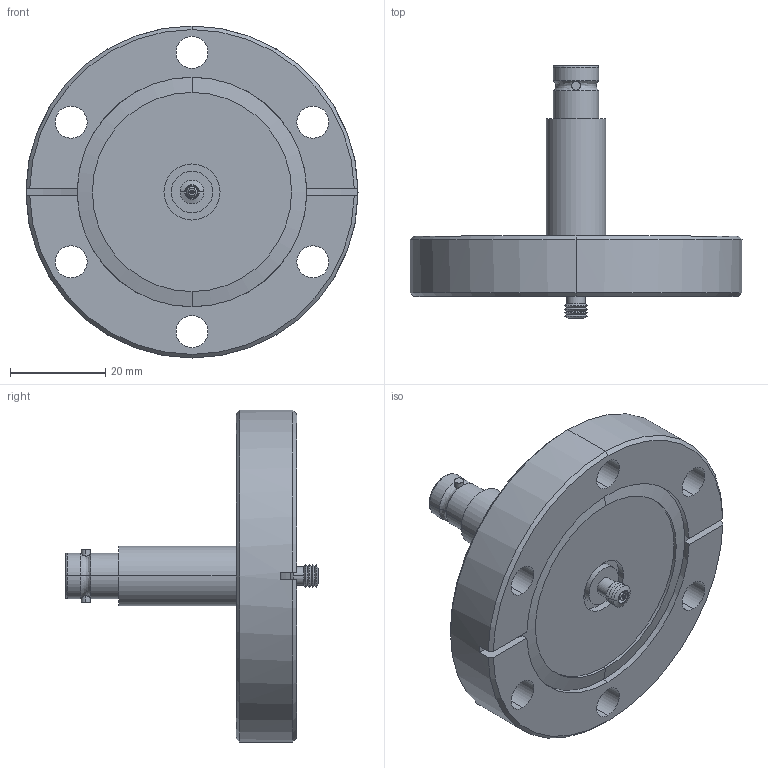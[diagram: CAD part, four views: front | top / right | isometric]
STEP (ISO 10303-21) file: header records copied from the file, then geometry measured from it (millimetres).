
FILE_DESCRIPTION (( 'STEP AP203' ), '1' );
FILE_NAME ('A2750-1-CF.STEP', '2011-10-06T13:31:19', ( '' ), ( '' ), 'SwSTEP 2.0', 'SolidWorks 2011', '' );
FILE_SCHEMA (( 'CONFIG_CONTROL_DESIGN' ));
Length unit declared in the file: inch
Products named in the file (1): A2750-1-CF
Bounding box: 69.85 x 53.09 x 69.85 mm (x, y, z)
Volume: 45266 mm3; surface area: 16835.8 mm2
Topology: 3 solids, 3 shells, 199 faces, 477 edges, 302 vertices
Faces by surface type: cylinder 93, plane 49, cone 43, bspline 14
Entity records: 6417 total; most frequent: CARTESIAN_POINT 1591, DIRECTION 1062, ORIENTED_EDGE 950, EDGE_CURVE 475, AXIS2_PLACEMENT_3D 437, VERTEX_POINT 302, CIRCLE 251, EDGE_LOOP 235
